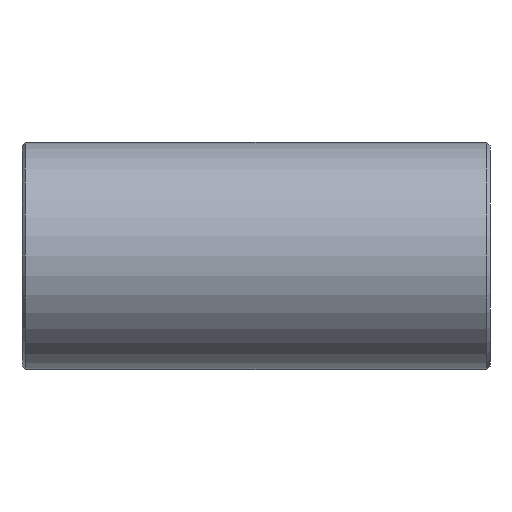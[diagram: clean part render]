
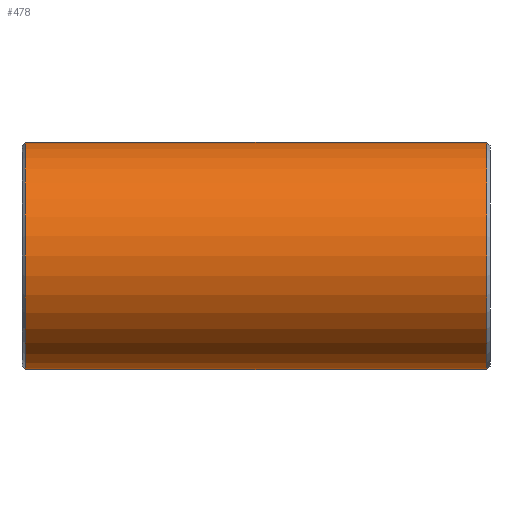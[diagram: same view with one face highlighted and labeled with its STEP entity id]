
A CAD part, front view. The second image highlights one B-rep face of the part: STEP entity #478.
In plain terms, the highlighted cylindrical face has radius 16.5 mm (diameter 33 mm), a full revolution.
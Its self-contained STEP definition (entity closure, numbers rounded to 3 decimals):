
#64 = DIRECTION ( 'NONE',  ( 1., 0., 0. ) ) ;
#376 = DIRECTION ( 'NONE',  ( 0., 0., -1. ) ) ;
#464 = DIRECTION ( 'NONE',  ( 0., 0., -1. ) ) ;
#478 = ADVANCED_FACE ( 'NONE', ( #5219, #980, #1730 ), #1410, .T. ) ;
#498 = EDGE_LOOP ( 'NONE', ( #3030, #4333 ) ) ;
#783 = CARTESIAN_POINT ( 'NONE',  ( -33.5, 0., 16.5 ) ) ;
#980 = FACE_OUTER_BOUND ( 'NONE', #5077, .T. ) ;
#1070 = EDGE_CURVE ( 'NONE', #3376, #2917, #2639, .T. ) ;
#1108 = VERTEX_POINT ( 'NONE', #783 ) ;
#1242 = AXIS2_PLACEMENT_3D ( 'NONE', #5615, #3825, #376 ) ;
#1259 = EDGE_LOOP ( 'NONE', ( #5007 ) ) ;
#1410 = CYLINDRICAL_SURFACE ( 'NONE', #5009, 16.5 ) ;
#1442 = CARTESIAN_POINT ( 'NONE',  ( -33.5, 0., 0. ) ) ;
#1575 = CARTESIAN_POINT ( 'NONE',  ( 0., 0., 16.5 ) ) ;
#1589 = CARTESIAN_POINT ( 'NONE',  ( 0., 0., -16.5 ) ) ;
#1598 = CIRCLE ( 'NONE', #1774, 16.5 ) ;
#1730 = FACE_BOUND ( 'NONE', #498, .T. ) ;
#1774 = AXIS2_PLACEMENT_3D ( 'NONE', #1442, #64, #3965 ) ;
#1957 = CARTESIAN_POINT ( 'NONE',  ( 33.5, 0., -16.5 ) ) ;
#2233 = CARTESIAN_POINT ( 'NONE',  ( 0., 0., 16.5 ) ) ;
#2258 = CIRCLE ( 'NONE', #1242, 16.5 ) ;
#2631 = DIRECTION ( 'NONE',  ( 1., 0., 0. ) ) ;
#2639 =( BOUNDED_CURVE ( )  B_SPLINE_CURVE ( 3, ( #1589, #3320, #5057, #4990 ),
 .UNSPECIFIED., .F., .T. ) 
 B_SPLINE_CURVE_WITH_KNOTS ( ( 4, 4 ),
 ( 1.571, 4.712 ),
 .UNSPECIFIED. ) 
 CURVE ( )  GEOMETRIC_REPRESENTATION_ITEM ( )  RATIONAL_B_SPLINE_CURVE ( ( 1., 0.333, 0.333, 1. ) ) 
 REPRESENTATION_ITEM ( '' )  );
#2794 = CARTESIAN_POINT ( 'NONE',  ( -36.5, 33., -16.5 ) ) ;
#2917 = VERTEX_POINT ( 'NONE', #2233 ) ;
#3030 = ORIENTED_EDGE ( 'NONE', *, *, #3743, .T. ) ;
#3320 = CARTESIAN_POINT ( 'NONE',  ( 36.5, 33., -16.5 ) ) ;
#3376 = VERTEX_POINT ( 'NONE', #4449 ) ;
#3558 = EDGE_CURVE ( 'NONE', #4174, #4174, #2258, .T. ) ;
#3743 = EDGE_CURVE ( 'NONE', #2917, #3376, #4023, .T. ) ;
#3765 = ORIENTED_EDGE ( 'NONE', *, *, #3973, .T. ) ;
#3825 = DIRECTION ( 'NONE',  ( -1., 0., 0. ) ) ;
#3965 = DIRECTION ( 'NONE',  ( 0., 0., 1. ) ) ;
#3973 = EDGE_CURVE ( 'NONE', #1108, #1108, #1598, .T. ) ;
#4023 =( BOUNDED_CURVE ( )  B_SPLINE_CURVE ( 3, ( #1575, #5414, #2794, #4135 ),
 .UNSPECIFIED., .F., .T. ) 
 B_SPLINE_CURVE_WITH_KNOTS ( ( 4, 4 ),
 ( 1.571, 4.712 ),
 .UNSPECIFIED. ) 
 CURVE ( )  GEOMETRIC_REPRESENTATION_ITEM ( )  RATIONAL_B_SPLINE_CURVE ( ( 1., 0.333, 0.333, 1. ) ) 
 REPRESENTATION_ITEM ( '' )  );
#4135 = CARTESIAN_POINT ( 'NONE',  ( 0., 0., -16.5 ) ) ;
#4174 = VERTEX_POINT ( 'NONE', #1957 ) ;
#4333 = ORIENTED_EDGE ( 'NONE', *, *, #1070, .T. ) ;
#4421 = CARTESIAN_POINT ( 'NONE',  ( 0., 0., 0. ) ) ;
#4449 = CARTESIAN_POINT ( 'NONE',  ( 0., 0., -16.5 ) ) ;
#4990 = CARTESIAN_POINT ( 'NONE',  ( 0., 0., 16.5 ) ) ;
#5007 = ORIENTED_EDGE ( 'NONE', *, *, #3558, .T. ) ;
#5009 = AXIS2_PLACEMENT_3D ( 'NONE', #4421, #2631, #464 ) ;
#5057 = CARTESIAN_POINT ( 'NONE',  ( 36.5, 33., 16.5 ) ) ;
#5077 = EDGE_LOOP ( 'NONE', ( #3765 ) ) ;
#5219 = FACE_OUTER_BOUND ( 'NONE', #1259, .T. ) ;
#5414 = CARTESIAN_POINT ( 'NONE',  ( -36.5, 33., 16.5 ) ) ;
#5615 = CARTESIAN_POINT ( 'NONE',  ( 33.5, 0., 0. ) ) ;
